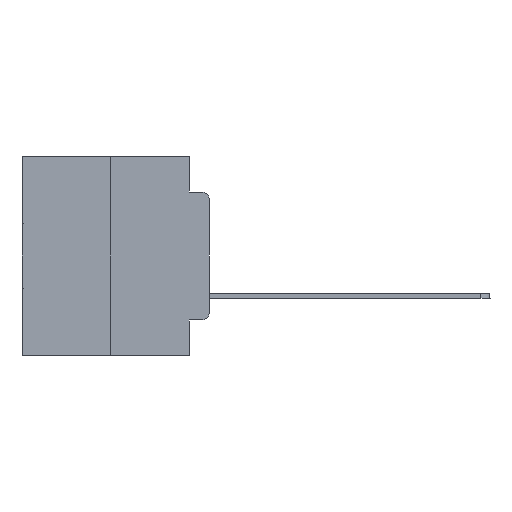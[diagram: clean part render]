
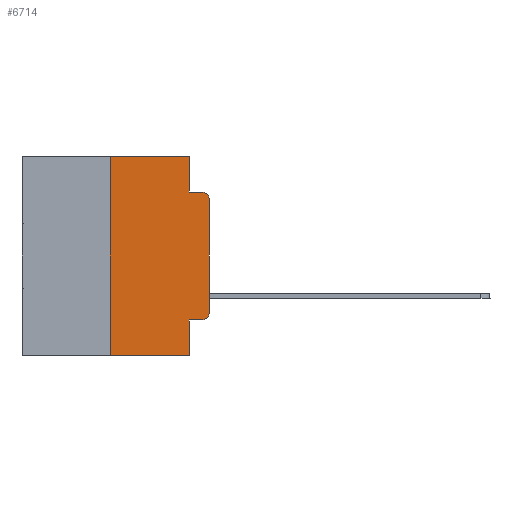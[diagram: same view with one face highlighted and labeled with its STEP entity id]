
A CAD part, left-side view. The second image highlights one B-rep face of the part: STEP entity #6714.
In plain terms, the highlighted planar face has unit normal (-1, 0, 0).
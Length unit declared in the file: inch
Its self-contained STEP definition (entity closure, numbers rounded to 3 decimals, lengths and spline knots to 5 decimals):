
#97 = CARTESIAN_POINT ( 'NONE',  ( 0., 0.051, 0. ) ) ;
#140 = VERTEX_POINT ( 'NONE', #15241 ) ;
#168 = DIRECTION ( 'NONE',  ( 0., 0., -1. ) ) ;
#173 = CARTESIAN_POINT ( 'NONE',  ( 0., 0.051, -0.0885 ) ) ;
#185 = EDGE_CURVE ( 'NONE', #2455, #2140, #27584, .T. ) ;
#331 = DIRECTION ( 'NONE',  ( 0., 0., -1. ) ) ;
#387 = ORIENTED_EDGE ( 'NONE', *, *, #26365, .T. ) ;
#1271 = VECTOR ( 'NONE', #23391, 39.37008 ) ;
#1316 = ORIENTED_EDGE ( 'NONE', *, *, #185, .F. ) ;
#1951 = AXIS2_PLACEMENT_3D ( 'NONE', #2400, #23737, #168 ) ;
#2140 = VERTEX_POINT ( 'NONE', #20073 ) ;
#2220 = CIRCLE ( 'NONE', #2621, 0.02 ) ;
#2261 = ORIENTED_EDGE ( 'NONE', *, *, #16378, .T. ) ;
#2334 = LINE ( 'NONE', #10536, #13009 ) ;
#2400 = CARTESIAN_POINT ( 'NONE',  ( 0., 0.473, 0. ) ) ;
#2455 = VERTEX_POINT ( 'NONE', #2862 ) ;
#2519 = VECTOR ( 'NONE', #6932, 39.37008 ) ;
#2621 = AXIS2_PLACEMENT_3D ( 'NONE', #19669, #8919, #331 ) ;
#2862 = CARTESIAN_POINT ( 'NONE',  ( 0., 0.25, 0. ) ) ;
#3183 = CIRCLE ( 'NONE', #27162, 0.02 ) ;
#3989 = DIRECTION ( 'NONE',  ( 0., 0., 1. ) ) ;
#4058 = DIRECTION ( 'NONE',  ( 0., 0., 1. ) ) ;
#4060 = DIRECTION ( 'NONE',  ( 0., -1., 0. ) ) ;
#4151 = CARTESIAN_POINT ( 'NONE',  ( 0., 0.473, 0. ) ) ;
#4196 = VECTOR ( 'NONE', #6404, 39.37008 ) ;
#4474 = EDGE_CURVE ( 'NONE', #26020, #23623, #24624, .T. ) ;
#5009 = CARTESIAN_POINT ( 'NONE',  ( 0., 0.051, -0.0885 ) ) ;
#5896 = LINE ( 'NONE', #28611, #4196 ) ;
#6232 = CARTESIAN_POINT ( 'NONE',  ( 0., 0.051, -0.5 ) ) ;
#6268 = PLANE ( 'NONE',  #1951 ) ;
#6331 = CARTESIAN_POINT ( 'NONE',  ( 0., 0.051, 0. ) ) ;
#6395 = EDGE_CURVE ( 'NONE', #2140, #26020, #25569, .T. ) ;
#6404 = DIRECTION ( 'NONE',  ( 0., -1., 0. ) ) ;
#6714 = ADVANCED_FACE ( 'NONE', ( #9252 ), #6268, .F. ) ;
#6932 = DIRECTION ( 'NONE',  ( 0., -1., 0. ) ) ;
#7167 = DIRECTION ( 'NONE',  ( -1., 0., 0. ) ) ;
#7482 = CARTESIAN_POINT ( 'NONE',  ( 0., 0.25, -0.5 ) ) ;
#8919 = DIRECTION ( 'NONE',  ( -1., 0., 0. ) ) ;
#8942 = VECTOR ( 'NONE', #4058, 39.37008 ) ;
#9252 = FACE_OUTER_BOUND ( 'NONE', #19132, .T. ) ;
#9541 = ORIENTED_EDGE ( 'NONE', *, *, #11060, .F. ) ;
#9610 = VERTEX_POINT ( 'NONE', #6232 ) ;
#10154 = CARTESIAN_POINT ( 'NONE',  ( 0., 0.051, -0.4115 ) ) ;
#10536 = CARTESIAN_POINT ( 'NONE',  ( 0., 0.25, 0. ) ) ;
#11060 = EDGE_CURVE ( 'NONE', #16797, #2455, #2334, .T. ) ;
#11508 = CARTESIAN_POINT ( 'NONE',  ( 0., 0.02, -0.3915 ) ) ;
#11642 = EDGE_CURVE ( 'NONE', #16797, #9610, #12621, .T. ) ;
#12621 = LINE ( 'NONE', #21137, #1271 ) ;
#13009 = VECTOR ( 'NONE', #3989, 39.37008 ) ;
#13112 = LINE ( 'NONE', #26150, #8942 ) ;
#13431 = VECTOR ( 'NONE', #28361, 39.37008 ) ;
#13832 = ORIENTED_EDGE ( 'NONE', *, *, #4474, .F. ) ;
#14108 = ORIENTED_EDGE ( 'NONE', *, *, #25765, .T. ) ;
#14871 = EDGE_CURVE ( 'NONE', #19842, #140, #3183, .T. ) ;
#15241 = CARTESIAN_POINT ( 'NONE',  ( 0., 0., -0.3915 ) ) ;
#16158 = VECTOR ( 'NONE', #4060, 39.37008 ) ;
#16378 = EDGE_CURVE ( 'NONE', #17055, #23623, #2220, .T. ) ;
#16797 = VERTEX_POINT ( 'NONE', #7482 ) ;
#17055 = VERTEX_POINT ( 'NONE', #18720 ) ;
#17522 = VERTEX_POINT ( 'NONE', #10154 ) ;
#18720 = CARTESIAN_POINT ( 'NONE',  ( 0., 0., -0.1085 ) ) ;
#18745 = CARTESIAN_POINT ( 'NONE',  ( 0., 0.02, -0.0885 ) ) ;
#18870 = DIRECTION ( 'NONE',  ( 0., 0., -1. ) ) ;
#19132 = EDGE_LOOP ( 'NONE', ( #387, #2261, #13832, #28313, #1316, #9541, #24378, #20080, #14108, #24020 ) ) ;
#19669 = CARTESIAN_POINT ( 'NONE',  ( 0., 0.02, -0.1085 ) ) ;
#19842 = VERTEX_POINT ( 'NONE', #24663 ) ;
#20073 = CARTESIAN_POINT ( 'NONE',  ( 0., 0.051, 0. ) ) ;
#20080 = ORIENTED_EDGE ( 'NONE', *, *, #25926, .F. ) ;
#20182 = DIRECTION ( 'NONE',  ( 0., 0., -1. ) ) ;
#21137 = CARTESIAN_POINT ( 'NONE',  ( 0., 0.473, -0.5 ) ) ;
#21793 = LINE ( 'NONE', #97, #24893 ) ;
#23391 = DIRECTION ( 'NONE',  ( 0., -1., 0. ) ) ;
#23623 = VERTEX_POINT ( 'NONE', #18745 ) ;
#23737 = DIRECTION ( 'NONE',  ( 1., 0., 0. ) ) ;
#24020 = ORIENTED_EDGE ( 'NONE', *, *, #14871, .T. ) ;
#24378 = ORIENTED_EDGE ( 'NONE', *, *, #11642, .T. ) ;
#24624 = LINE ( 'NONE', #173, #2519 ) ;
#24663 = CARTESIAN_POINT ( 'NONE',  ( 0., 0.02, -0.4115 ) ) ;
#24893 = VECTOR ( 'NONE', #20182, 39.37008 ) ;
#25569 = LINE ( 'NONE', #6331, #13431 ) ;
#25765 = EDGE_CURVE ( 'NONE', #17522, #19842, #5896, .T. ) ;
#25926 = EDGE_CURVE ( 'NONE', #17522, #9610, #21793, .T. ) ;
#26020 = VERTEX_POINT ( 'NONE', #5009 ) ;
#26150 = CARTESIAN_POINT ( 'NONE',  ( 0., 0., 0. ) ) ;
#26365 = EDGE_CURVE ( 'NONE', #140, #17055, #13112, .T. ) ;
#27162 = AXIS2_PLACEMENT_3D ( 'NONE', #11508, #7167, #18870 ) ;
#27584 = LINE ( 'NONE', #4151, #16158 ) ;
#28313 = ORIENTED_EDGE ( 'NONE', *, *, #6395, .F. ) ;
#28361 = DIRECTION ( 'NONE',  ( 0., 0., -1. ) ) ;
#28611 = CARTESIAN_POINT ( 'NONE',  ( 0., 0.051, -0.4115 ) ) ;
